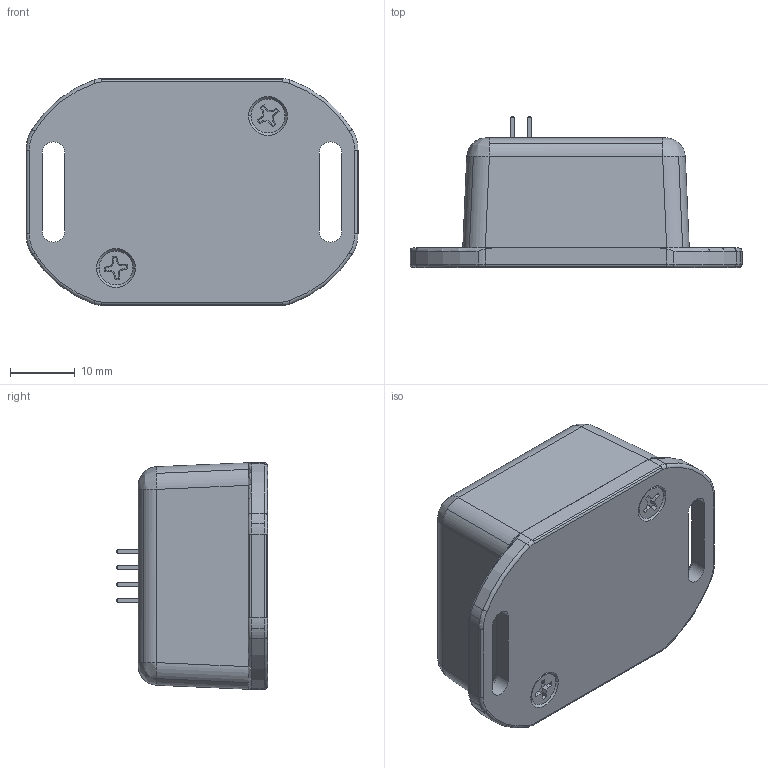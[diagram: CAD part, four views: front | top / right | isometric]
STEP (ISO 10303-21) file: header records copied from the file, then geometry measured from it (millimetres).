
FILE_DESCRIPTION (( 'STEP AP203' ), '1' );
FILE_NAME ('Level_indicator.STEP', '2020-05-12T13:44:37', ( '' ), ( '' ), 'SwSTEP 2.0', 'SolidWorks 2019', '' );
FILE_SCHEMA (( 'CONFIG_CONTROL_DESIGN' ));
Length unit declared in the file: millimetre
Products named in the file (5): 1551MFL_screw; Level_indicator; 1551MFL_lid; level_sensor_board; 1551MFL_box
Assembly tree (5 placements, depth 2):
  Level_indicator
    1551MFL_lid
    1551MFL_box
    level_sensor_board
    1551MFL_screw  x2
Bounding box: 51.3 x 23.35 x 35 mm (x, y, z)
Volume: 11706.6 mm3; surface area: 13582.5 mm2
Topology: 10 solids, 10 shells, 806 faces, 2052 edges, 1318 vertices
Faces by surface type: plane 484, cylinder 178, bspline 60, cone 52, torus 32
Entity records: 25007 total; most frequent: CARTESIAN_POINT 5986, ORIENTED_EDGE 3948, DIRECTION 3611, EDGE_CURVE 1974, VECTOR 1337, LINE 1337, VERTEX_POINT 1268, AXIS2_PLACEMENT_3D 1137
